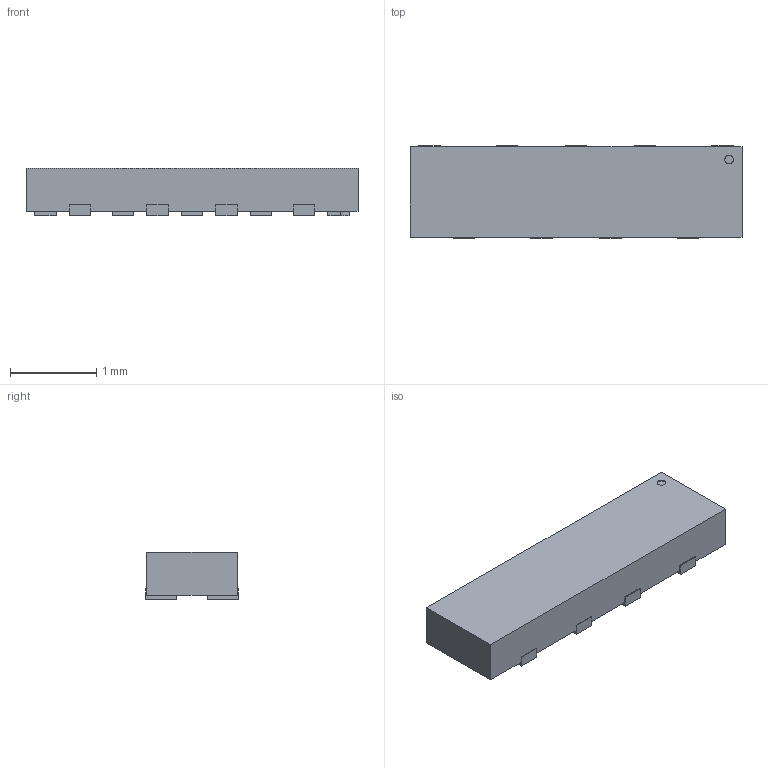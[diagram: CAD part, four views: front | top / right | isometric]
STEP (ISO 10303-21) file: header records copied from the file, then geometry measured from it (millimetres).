
FILE_DESCRIPTION(('HOOPS Exchange Step'),'2;1');
FILE_NAME('export-E6C6219D-8C0D-4FF1-B667-7A74C65D9A9C.stp','2023-02-26T18:11:51+16:00',('Daxxn'),('Alibre'),'HOOPS Exchange 2022.0','Alibre','Unknown authorisation');
FILE_SCHEMA( ('AP242_MANAGED_MODEL_BASED_3D_ENGINEERING_MIM_LF {1 0 10303 442 1 1 4 }') );
Length unit declared in the file: centimetre
Products named in the file (1): U-DFN3810-9
Bounding box: 3.85 x 1.07 x 0.55 mm (x, y, z)
Volume: 2.1 mm3; surface area: 13.6 mm2
Topology: 1 solids, 1 shells, 63 faces, 182 edges, 122 vertices
Faces by surface type: plane 61, cylinder 2
Full cylindrical faces by diameter (mm): 0.1 x1
Entity records: 2081 total; most frequent: CARTESIAN_POINT 369, ORIENTED_EDGE 364, DIRECTION 318, EDGE_CURVE 182, VECTOR 176, LINE 176, VERTEX_POINT 122, AXIS2_PLACEMENT_3D 71
